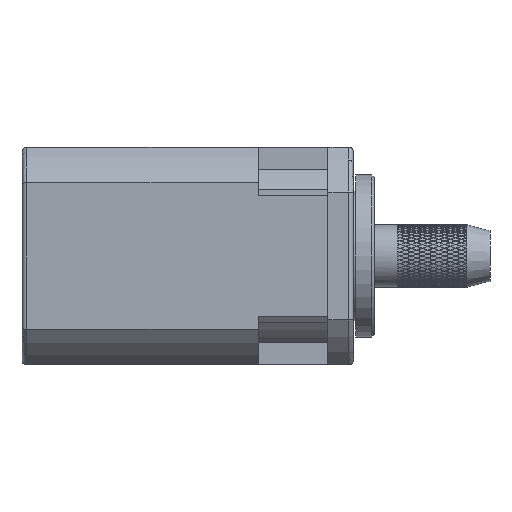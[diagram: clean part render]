
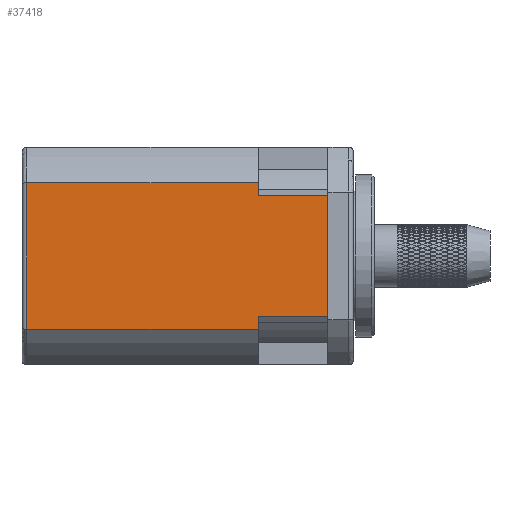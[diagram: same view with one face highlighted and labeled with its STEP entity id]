
A CAD part, front view. The second image highlights one B-rep face of the part: STEP entity #37418.
In plain terms, the highlighted planar face has unit normal (0, -1, 0).
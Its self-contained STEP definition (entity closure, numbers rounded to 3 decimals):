
#4637 = VECTOR ( 'NONE', #54481, 1000. ) ;
#6593 = VERTEX_POINT ( 'NONE', #120420 ) ;
#7304 = ORIENTED_EDGE ( 'NONE', *, *, #115205, .T. ) ;
#7677 = AXIS2_PLACEMENT_3D ( 'NONE', #105027, #124553, #32089 ) ;
#11272 = VERTEX_POINT ( 'NONE', #41153 ) ;
#11837 = EDGE_CURVE ( 'NONE', #82977, #65673, #101423, .T. ) ;
#12541 = FACE_OUTER_BOUND ( 'NONE', #108600, .T. ) ;
#12689 = LINE ( 'NONE', #116525, #4637 ) ;
#14230 = LINE ( 'NONE', #55347, #126894 ) ;
#16662 = DIRECTION ( 'NONE',  ( 0., 0., -1. ) ) ;
#22584 = VECTOR ( 'NONE', #80877, 1000. ) ;
#26454 = CARTESIAN_POINT ( 'NONE',  ( 10.2, 0., 3.162 ) ) ;
#31836 = VERTEX_POINT ( 'NONE', #120355 ) ;
#32089 = DIRECTION ( 'NONE',  ( 0., 0., 1. ) ) ;
#32300 = EDGE_CURVE ( 'NONE', #31836, #107078, #14230, .T. ) ;
#33991 = DIRECTION ( 'NONE',  ( 0., 0., -1. ) ) ;
#35247 = VECTOR ( 'NONE', #44703, 1000. ) ;
#36794 = ORIENTED_EDGE ( 'NONE', *, *, #46248, .F. ) ;
#37216 = CARTESIAN_POINT ( 'NONE',  ( 10.2, 0., -2.6 ) ) ;
#37418 = ADVANCED_FACE ( 'NONE', ( #12541 ), #53038, .F. ) ;
#38239 = EDGE_CURVE ( 'NONE', #6593, #11272, #50368, .T. ) ;
#40661 = EDGE_CURVE ( 'NONE', #59146, #59465, #59936, .T. ) ;
#41153 = CARTESIAN_POINT ( 'NONE',  ( 0.2, 0., -3.162 ) ) ;
#44355 = ORIENTED_EDGE ( 'NONE', *, *, #32300, .F. ) ;
#44703 = DIRECTION ( 'NONE',  ( 0., 0., 1. ) ) ;
#45009 = CARTESIAN_POINT ( 'NONE',  ( 10.2, 0., -3.162 ) ) ;
#46248 = EDGE_CURVE ( 'NONE', #59465, #31836, #94138, .T. ) ;
#49538 = CARTESIAN_POINT ( 'NONE',  ( 13.2, 0., 2.6 ) ) ;
#49772 = CARTESIAN_POINT ( 'NONE',  ( 13.2, 0., 3.162 ) ) ;
#50368 = LINE ( 'NONE', #82839, #91929 ) ;
#53038 = PLANE ( 'NONE',  #7677 ) ;
#54481 = DIRECTION ( 'NONE',  ( 0., 0., 1. ) ) ;
#54823 = CARTESIAN_POINT ( 'NONE',  ( 0.2, 0., 4.7 ) ) ;
#55347 = CARTESIAN_POINT ( 'NONE',  ( 0., 0., 2.6 ) ) ;
#57188 = EDGE_CURVE ( 'NONE', #65673, #6593, #109067, .T. ) ;
#59146 = VERTEX_POINT ( 'NONE', #104549 ) ;
#59465 = VERTEX_POINT ( 'NONE', #26454 ) ;
#59936 = LINE ( 'NONE', #49772, #22584 ) ;
#63716 = CARTESIAN_POINT ( 'NONE',  ( 13.2, 0., -2.6 ) ) ;
#65673 = VERTEX_POINT ( 'NONE', #37216 ) ;
#71722 = ORIENTED_EDGE ( 'NONE', *, *, #11837, .F. ) ;
#76930 = VECTOR ( 'NONE', #16662, 1000. ) ;
#80877 = DIRECTION ( 'NONE',  ( 1., 0., 0. ) ) ;
#82839 = CARTESIAN_POINT ( 'NONE',  ( 13.2, 0., -3.162 ) ) ;
#82977 = VERTEX_POINT ( 'NONE', #63716 ) ;
#84056 = CARTESIAN_POINT ( 'NONE',  ( 10.2, 0., -3.162 ) ) ;
#85336 = VECTOR ( 'NONE', #33991, 1000. ) ;
#85631 = VECTOR ( 'NONE', #91972, 1000. ) ;
#85641 = ORIENTED_EDGE ( 'NONE', *, *, #129994, .F. ) ;
#91929 = VECTOR ( 'NONE', #123903, 1000. ) ;
#91972 = DIRECTION ( 'NONE',  ( -1., 0., 0. ) ) ;
#94138 = LINE ( 'NONE', #84056, #85336 ) ;
#96548 = DIRECTION ( 'NONE',  ( 1., 0., 0. ) ) ;
#101423 = LINE ( 'NONE', #113492, #85631 ) ;
#104549 = CARTESIAN_POINT ( 'NONE',  ( 0.2, 0., 3.162 ) ) ;
#105027 = CARTESIAN_POINT ( 'NONE',  ( 0., 0., -3.162 ) ) ;
#107078 = VERTEX_POINT ( 'NONE', #49538 ) ;
#108235 = ORIENTED_EDGE ( 'NONE', *, *, #57188, .F. ) ;
#108600 = EDGE_LOOP ( 'NONE', ( #7304, #44355, #36794, #117761, #85641, #132728, #108235, #71722 ) ) ;
#109067 = LINE ( 'NONE', #45009, #76930 ) ;
#113492 = CARTESIAN_POINT ( 'NONE',  ( 0., 0., -2.6 ) ) ;
#115205 = EDGE_CURVE ( 'NONE', #82977, #107078, #12689, .T. ) ;
#116525 = CARTESIAN_POINT ( 'NONE',  ( 13.2, 0., -4.7 ) ) ;
#117540 = LINE ( 'NONE', #54823, #35247 ) ;
#117761 = ORIENTED_EDGE ( 'NONE', *, *, #40661, .F. ) ;
#120355 = CARTESIAN_POINT ( 'NONE',  ( 10.2, 0., 2.6 ) ) ;
#120420 = CARTESIAN_POINT ( 'NONE',  ( 10.2, 0., -3.162 ) ) ;
#123903 = DIRECTION ( 'NONE',  ( -1., 0., 0. ) ) ;
#124553 = DIRECTION ( 'NONE',  ( 0., 1., 0. ) ) ;
#126894 = VECTOR ( 'NONE', #96548, 1000. ) ;
#129994 = EDGE_CURVE ( 'NONE', #11272, #59146, #117540, .T. ) ;
#132728 = ORIENTED_EDGE ( 'NONE', *, *, #38239, .F. ) ;
